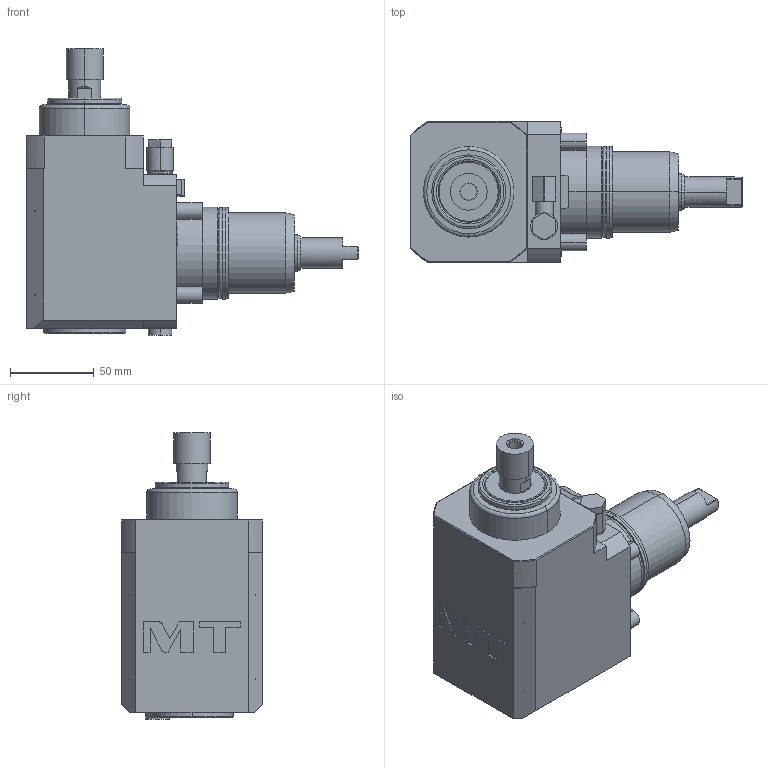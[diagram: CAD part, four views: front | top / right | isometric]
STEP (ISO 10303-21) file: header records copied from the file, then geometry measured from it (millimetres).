
FILE_DESCRIPTION((''),'2;1');
FILE_NAME('NKM0050016_CONF','2023-03-16T10:17:14',('smalpassi'),('M.T. srl'),'CREO PARAMETRIC BY PTC INC, 2021072','CREO PARAMETRIC BY PTC INC, 2021072','');
FILE_SCHEMA(('CONFIG_CONTROL_DESIGN'));
Length unit declared in the file: millimetre
Products named in the file (1): NKM0050016_CONF
Bounding box: 198 x 84 x 170.8 mm (x, y, z)
Volume: 1042860.2 mm3; surface area: 78729.9 mm2
Topology: 1 solids, 1 shells, 252 faces, 585 edges, 372 vertices
Faces by surface type: plane 132, cylinder 74, cone 24, torus 20, extrusion 2
Entity records: 7823 total; most frequent: CARTESIAN_POINT 1909, DIRECTION 1275, ORIENTED_EDGE 1170, EDGE_CURVE 585, AXIS2_PLACEMENT_3D 478, VERTEX_POINT 372, VECTOR 319, LINE 317
